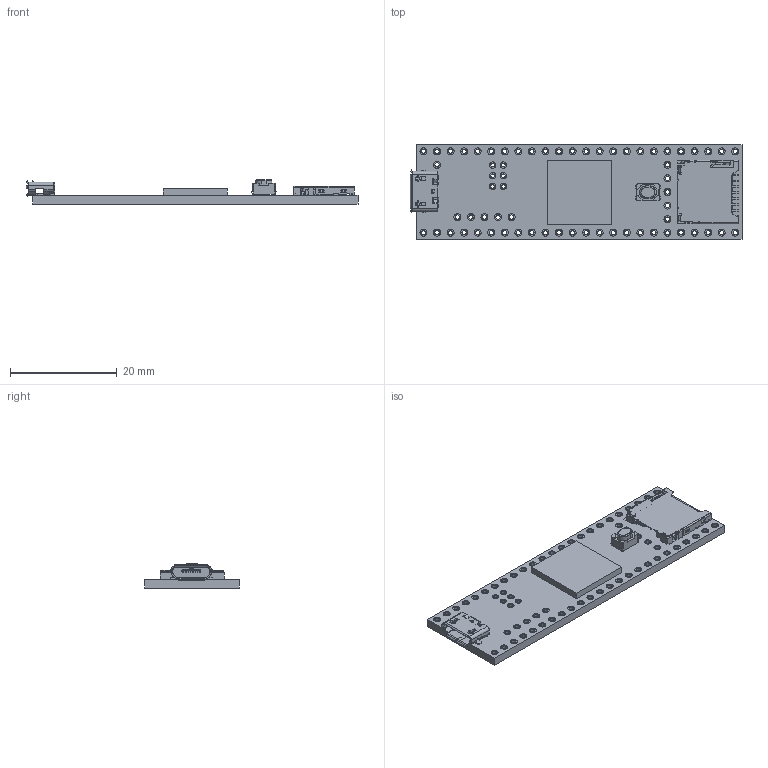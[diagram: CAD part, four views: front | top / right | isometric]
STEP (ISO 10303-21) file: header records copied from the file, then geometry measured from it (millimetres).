
FILE_DESCRIPTION(/* description */ (''),/* implementation_level */ '2;1');
FILE_NAME(/* name */ 'Teensy 4.1 (Without Headers).step',/* time_stamp */ '2020-05-27T01:59:45+02:00',/* author */ (''),/* organization */ (''),/* preprocessor_version */ 'ST-DEVELOPER v18.1',/* originating_system */ 'Autodesk Translation Framework v9.3.0.1241',/* authorisation */ '');
FILE_SCHEMA (('AUTOMOTIVE_DESIGN { 1 0 10303 214 3 1 1 }'));
Products named in the file (6): Teensy4.1; Component1; 114-00841-68--3DModel-STEP-56544; MIMXRT1052CVJ5B; MicroUSB Molex 473460001; PTS810 SJK 250 SMTR LFS
Assembly tree (5 placements, depth 2):
  Teensy4.1
    Component1
    114-00841-68--3DModel-STEP-56544
    MIMXRT1052CVJ5B
    MicroUSB Molex 473460001
    PTS810 SJK 250 SMTR LFS
Bounding box: 62.21 x 17.78 x 4.62 mm (x, y, z)
Volume: 2064 mm3; surface area: 4339.4 mm2
Topology: 348 solids, 348 shells, 2264 faces, 5670 edges, 3679 vertices
Faces by surface type: plane 1215, cylinder 799, sphere 200, bspline 32, torus 18
Full cylindrical faces by diameter (mm): 0.5 x2, 0.7 x18, 0.8 x176, 1.21 x12, 1.31 x117
Entity records: 67648 total; most frequent: CARTESIAN_POINT 12647, DIRECTION 11478, ORIENTED_EDGE 10524, EDGE_CURVE 5262, AXIS2_PLACEMENT_3D 4053, VERTEX_POINT 3679, LINE 3372, VECTOR 3372
